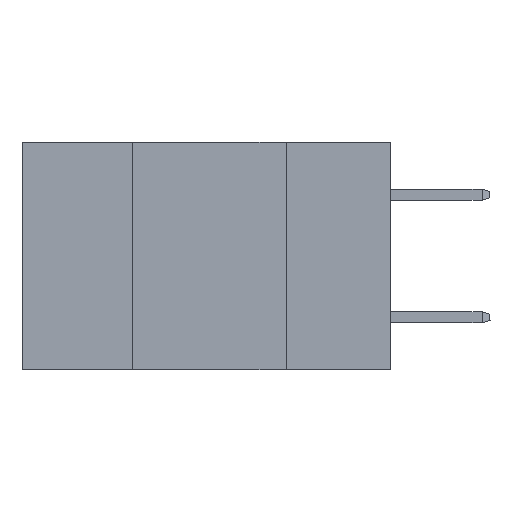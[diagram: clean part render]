
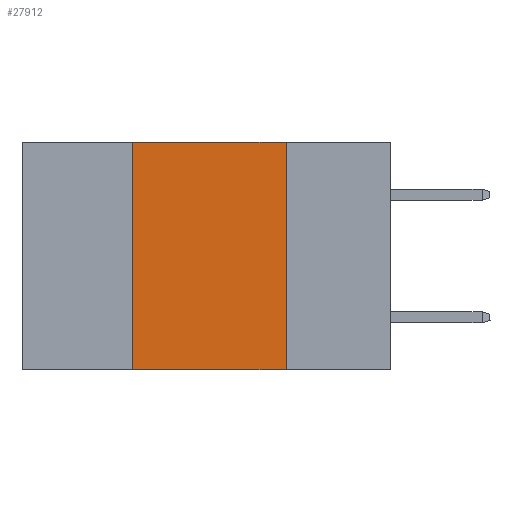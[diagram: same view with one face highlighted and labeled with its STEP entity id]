
A CAD part, left-side view. The second image highlights one B-rep face of the part: STEP entity #27912.
In plain terms, the highlighted planar face has unit normal (-1, 0, 0).
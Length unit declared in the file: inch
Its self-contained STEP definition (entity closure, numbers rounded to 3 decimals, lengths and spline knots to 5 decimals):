
#948 = EDGE_CURVE ( 'NONE', #7656, #23728, #17490, .T. ) ;
#1157 = EDGE_CURVE ( 'NONE', #20148, #7656, #7192, .T. ) ;
#1180 = VECTOR ( 'NONE', #27455, 39.37008 ) ;
#2279 = CARTESIAN_POINT ( 'NONE',  ( 0., 0.42, -0.37 ) ) ;
#2830 = ORIENTED_EDGE ( 'NONE', *, *, #13029, .T. ) ;
#3836 = DIRECTION ( 'NONE',  ( 0., 0., -1. ) ) ;
#4280 = LINE ( 'NONE', #9790, #12051 ) ;
#4643 = CARTESIAN_POINT ( 'NONE',  ( 0., 0.42, 0. ) ) ;
#5106 = VECTOR ( 'NONE', #22426, 39.37008 ) ;
#5711 = PLANE ( 'NONE',  #22164 ) ;
#5749 = ORIENTED_EDGE ( 'NONE', *, *, #28908, .F. ) ;
#5948 = ORIENTED_EDGE ( 'NONE', *, *, #1157, .F. ) ;
#5969 = CARTESIAN_POINT ( 'NONE',  ( 0., 0.17, 0. ) ) ;
#7192 = LINE ( 'NONE', #4643, #1180 ) ;
#7656 = VERTEX_POINT ( 'NONE', #20047 ) ;
#9790 = CARTESIAN_POINT ( 'NONE',  ( 0., 0.17, 0. ) ) ;
#10949 = VERTEX_POINT ( 'NONE', #23888 ) ;
#12051 = VECTOR ( 'NONE', #27715, 39.37008 ) ;
#13029 = EDGE_CURVE ( 'NONE', #20148, #10949, #14831, .T. ) ;
#14831 = LINE ( 'NONE', #16998, #21923 ) ;
#14907 = CARTESIAN_POINT ( 'NONE',  ( 0., 0.6, 0. ) ) ;
#16998 = CARTESIAN_POINT ( 'NONE',  ( 0., 0.6, -0.37 ) ) ;
#17490 = LINE ( 'NONE', #27327, #5106 ) ;
#18790 = FACE_OUTER_BOUND ( 'NONE', #22652, .T. ) ;
#19274 = DIRECTION ( 'NONE',  ( 0., -1., 0. ) ) ;
#20047 = CARTESIAN_POINT ( 'NONE',  ( 0., 0.42, 0. ) ) ;
#20148 = VERTEX_POINT ( 'NONE', #2279 ) ;
#21923 = VECTOR ( 'NONE', #19274, 39.37008 ) ;
#22164 = AXIS2_PLACEMENT_3D ( 'NONE', #14907, #26254, #3836 ) ;
#22426 = DIRECTION ( 'NONE',  ( 0., -1., 0. ) ) ;
#22652 = EDGE_LOOP ( 'NONE', ( #5749, #28604, #5948, #2830 ) ) ;
#23728 = VERTEX_POINT ( 'NONE', #5969 ) ;
#23888 = CARTESIAN_POINT ( 'NONE',  ( 0., 0.17, -0.37 ) ) ;
#26254 = DIRECTION ( 'NONE',  ( 1., 0., 0. ) ) ;
#27327 = CARTESIAN_POINT ( 'NONE',  ( 0., 0.6, 0. ) ) ;
#27455 = DIRECTION ( 'NONE',  ( 0., 0., 1. ) ) ;
#27715 = DIRECTION ( 'NONE',  ( 0., 0., -1. ) ) ;
#27912 = ADVANCED_FACE ( 'NONE', ( #18790 ), #5711, .F. ) ;
#28604 = ORIENTED_EDGE ( 'NONE', *, *, #948, .F. ) ;
#28908 = EDGE_CURVE ( 'NONE', #23728, #10949, #4280, .T. ) ;
